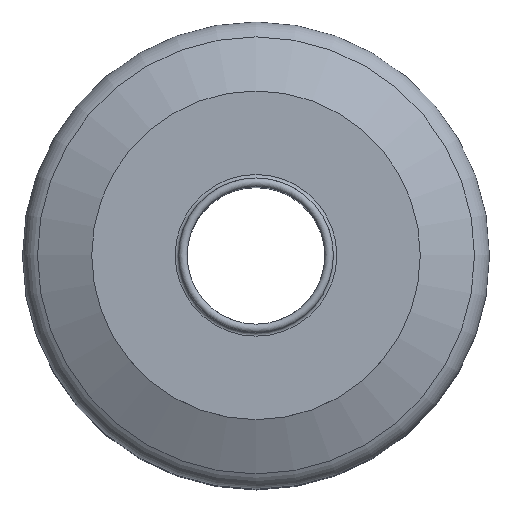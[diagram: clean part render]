
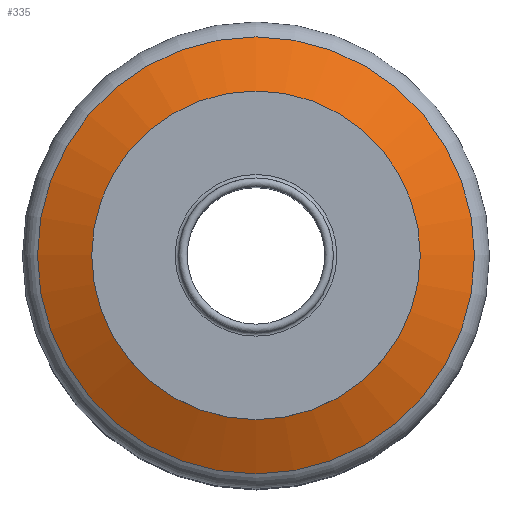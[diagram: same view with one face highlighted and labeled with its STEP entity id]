
A CAD part, top view. The second image highlights one B-rep face of the part: STEP entity #335.
In plain terms, the highlighted conical face has half-angle 65 degrees and reference radius 9.5 mm.
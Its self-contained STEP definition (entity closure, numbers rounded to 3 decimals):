
#37=CONICAL_SURFACE('',#394,9.5,1.134);
#79=ORIENTED_EDGE('',*,*,#122,.F.);
#80=ORIENTED_EDGE('',*,*,#112,.T.);
#112=EDGE_CURVE('',#142,#142,#170,.T.);
#122=EDGE_CURVE('',#152,#152,#180,.T.);
#142=VERTEX_POINT('',#588);
#152=VERTEX_POINT('',#621);
#170=CIRCLE('',#369,9.5);
#180=CIRCLE('',#392,12.634);
#227=EDGE_LOOP('',(#79));
#228=EDGE_LOOP('',(#80));
#287=FACE_BOUND('',#227,.T.);
#288=FACE_BOUND('',#228,.T.);
#335=ADVANCED_FACE('',(#287,#288),#37,.T.);
#369=AXIS2_PLACEMENT_3D('',#587,#436,#437);
#392=AXIS2_PLACEMENT_3D('',#620,#482,#483);
#394=AXIS2_PLACEMENT_3D('',#624,#486,#487);
#436=DIRECTION('',(0.,0.,-1.));
#437=DIRECTION('',(-1.,0.,0.));
#482=DIRECTION('',(0.,0.,-1.));
#483=DIRECTION('',(-1.,0.,0.));
#486=DIRECTION('',(0.,0.,-1.));
#487=DIRECTION('',(-1.,0.,0.));
#587=CARTESIAN_POINT('',(0.,0.,49.307));
#588=CARTESIAN_POINT('',(-9.5,0.,49.307));
#620=CARTESIAN_POINT('',(0.,0.,47.846));
#621=CARTESIAN_POINT('',(-12.634,0.,47.846));
#624=CARTESIAN_POINT('',(0.,0.,49.307));
